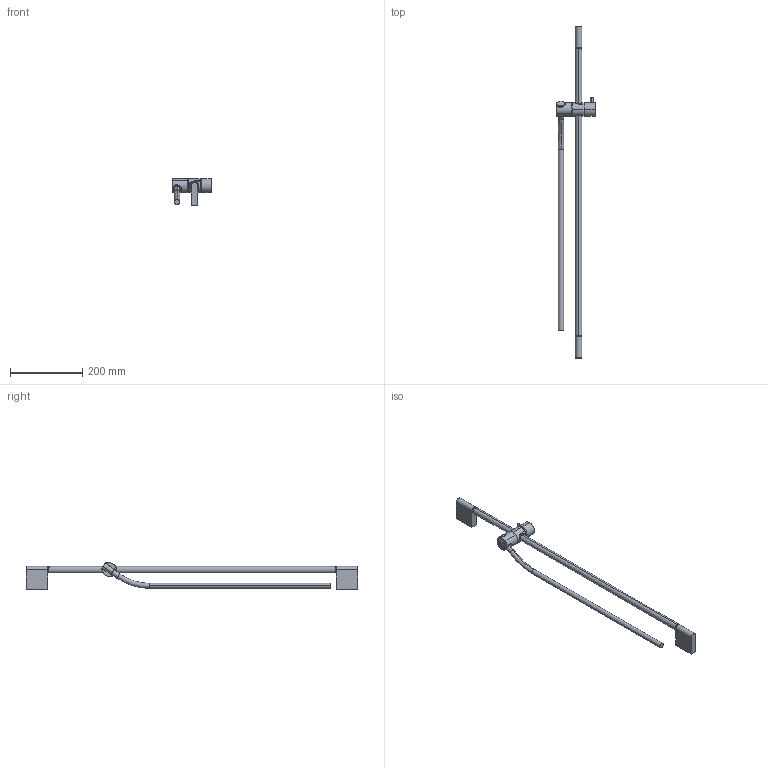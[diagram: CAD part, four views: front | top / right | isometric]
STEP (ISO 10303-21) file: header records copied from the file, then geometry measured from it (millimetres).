
FILE_DESCRIPTION (( 'STEP AP214' ), '1' );
FILE_NAME ('26413979.STEP', '2020-02-10T13:23:49', ( '' ), ( '' ), 'SwSTEP 2.0', 'SolidWorks 2017', '' );
FILE_SCHEMA (( 'AUTOMOTIVE_DESIGN' ));
Length unit declared in the file: millimetre
Products named in the file (15): Planungsmodell_Adapter-+-08.18.40.579.90-1; Planungsmodell_Rohr_gerade-+-28.568.780-10_ _K367_7,9x15; Planungsmodell_Schieber-+-12.580.970-1_PDB_12580970-00; Planungsmodell_Rohr_gerade-+-28.568.780-10_ _K191_18x792; Planungsmodell_Rohr_gerade-+-28.568.780-10_ _K108_16x3,2; 26413979; Planungsmodell_Rohr_gerade-+-28.568.780-10_ _K366_37x1; Planungsmodell_Schieber-+-08.18.40.580.90-1; Planungsmodell_Schieber-+-08.30.12.507.90-1; Planungsmodell_Gabel-+-08.17.20.694.90-1; Planungsmodell_Halter-+-08.17.97.054-1; Planungsmodell_Huelse-+-09.12.12.217.90-1; Planungsmodell_Schlauch-+-09.30.02.115-2_K1_35Grad; Planungsmodell_Rohr_gerade-+-28.568.780-10_ _K365_38x30; Planungsmodell_Mutter-+-09.24.04.282.90-01_K1_D23 x 30
Assembly tree (16 placements, depth 3):
  26413979
    Planungsmodell_Schieber-+-12.580.970-1_PDB_12580970-00
      Planungsmodell_Rohr_gerade-+-28.568.780-10_ _K367_7,9x15
      Planungsmodell_Adapter-+-08.18.40.579.90-1
      Planungsmodell_Rohr_gerade-+-28.568.780-10_ _K366_37x1
      Planungsmodell_Rohr_gerade-+-28.568.780-10_ _K365_38x30
      Planungsmodell_Schieber-+-08.18.40.580.90-1
      Planungsmodell_Huelse-+-09.12.12.217.90-1
      Planungsmodell_Gabel-+-08.17.20.694.90-1
      Planungsmodell_Schieber-+-08.30.12.507.90-1
    Planungsmodell_Mutter-+-09.24.04.282.90-01_K1_D23 x 30
    Planungsmodell_Schlauch-+-09.30.02.115-2_K1_35Grad
    Planungsmodell_Rohr_gerade-+-28.568.780-10_ _K191_18x792
    Planungsmodell_Halter-+-08.17.97.054-1  x2
    Planungsmodell_Rohr_gerade-+-28.568.780-10_ _K108_16x3,2  x2
Bounding box: 106.5 x 916 x 75.09 mm (x, y, z)
Volume: 546381.9 mm3; surface area: 138807.4 mm2
Topology: 15 solids, 15 shells, 128 faces, 284 edges, 186 vertices
Faces by surface type: plane 62, cylinder 47, cone 16, torus 2, bspline 1
Entity records: 5422 total; most frequent: CARTESIAN_POINT 2093, DIRECTION 582, ORIENTED_EDGE 532, EDGE_CURVE 266, AXIS2_PLACEMENT_3D 229, VERTEX_POINT 174, VECTOR 124, LINE 124
